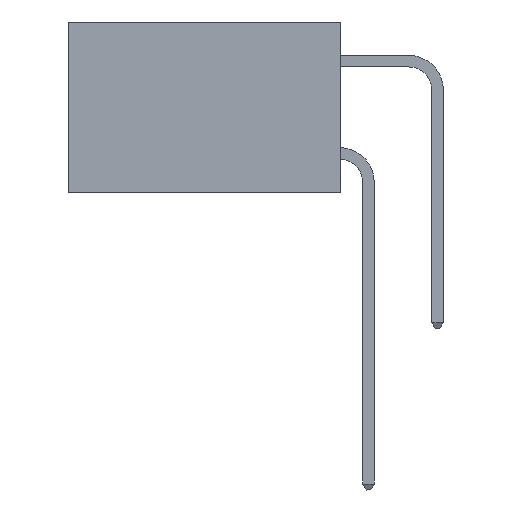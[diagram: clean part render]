
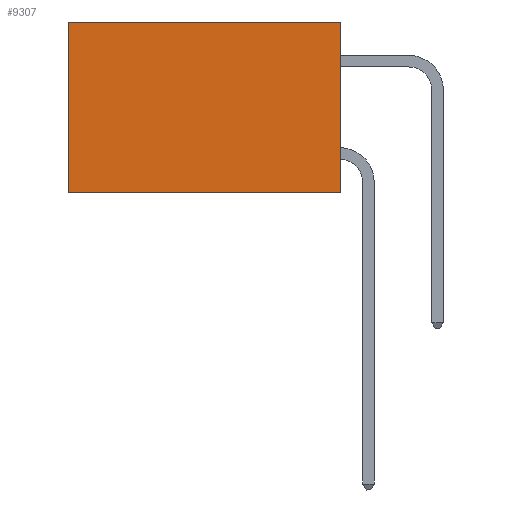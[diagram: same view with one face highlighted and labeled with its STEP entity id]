
A CAD part, left-side view. The second image highlights one B-rep face of the part: STEP entity #9307.
In plain terms, the highlighted planar face has unit normal (-1, 0, 0).
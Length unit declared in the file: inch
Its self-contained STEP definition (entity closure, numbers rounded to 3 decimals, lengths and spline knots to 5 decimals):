
#480 = CARTESIAN_POINT ( 'NONE',  ( 0.277, 0.59, -0.37 ) ) ;
#744 = CARTESIAN_POINT ( 'NONE',  ( 0.277, 0.59, 0. ) ) ;
#782 = CARTESIAN_POINT ( 'NONE',  ( 0.277, 0.59, -0.37 ) ) ;
#861 = VECTOR ( 'NONE', #1882, 39.37008 ) ;
#1143 = CARTESIAN_POINT ( 'NONE',  ( 0.277, 0., -0.37 ) ) ;
#1328 = VERTEX_POINT ( 'NONE', #480 ) ;
#1776 = CARTESIAN_POINT ( 'NONE',  ( 0.277, 0., -0.37 ) ) ;
#1882 = DIRECTION ( 'NONE',  ( 0., 0., -1. ) ) ;
#2055 = EDGE_CURVE ( 'NONE', #10541, #10163, #10744, .T. ) ;
#2073 = ORIENTED_EDGE ( 'NONE', *, *, #10372, .F. ) ;
#2555 = CARTESIAN_POINT ( 'NONE',  ( 0.277, 0., -0.37 ) ) ;
#2735 = ORIENTED_EDGE ( 'NONE', *, *, #2055, .T. ) ;
#2809 = PLANE ( 'NONE',  #9665 ) ;
#3718 = DIRECTION ( 'NONE',  ( 0., 1., 0. ) ) ;
#3882 = LINE ( 'NONE', #9448, #8339 ) ;
#4197 = CARTESIAN_POINT ( 'NONE',  ( 0.277, 0., 0. ) ) ;
#4281 = EDGE_CURVE ( 'NONE', #10163, #1328, #8422, .T. ) ;
#5121 = VERTEX_POINT ( 'NONE', #2555 ) ;
#5197 = VECTOR ( 'NONE', #6042, 39.37008 ) ;
#5769 = EDGE_LOOP ( 'NONE', ( #6259, #2073, #7063, #2735 ) ) ;
#6042 = DIRECTION ( 'NONE',  ( 0., 0., -1. ) ) ;
#6189 = FACE_OUTER_BOUND ( 'NONE', #5769, .T. ) ;
#6259 = ORIENTED_EDGE ( 'NONE', *, *, #4281, .T. ) ;
#7063 = ORIENTED_EDGE ( 'NONE', *, *, #10424, .F. ) ;
#8062 = LINE ( 'NONE', #1143, #5197 ) ;
#8339 = VECTOR ( 'NONE', #10324, 39.37008 ) ;
#8422 = LINE ( 'NONE', #782, #861 ) ;
#8431 = VECTOR ( 'NONE', #3718, 39.37008 ) ;
#8767 = CARTESIAN_POINT ( 'NONE',  ( 0.277, 0., 0. ) ) ;
#9162 = DIRECTION ( 'NONE',  ( 0., 0., -1. ) ) ;
#9307 = ADVANCED_FACE ( 'NONE', ( #6189 ), #2809, .F. ) ;
#9448 = CARTESIAN_POINT ( 'NONE',  ( 0.277, 0., -0.37 ) ) ;
#9665 = AXIS2_PLACEMENT_3D ( 'NONE', #1776, #10002, #9162 ) ;
#10002 = DIRECTION ( 'NONE',  ( 1., 0., 0. ) ) ;
#10163 = VERTEX_POINT ( 'NONE', #744 ) ;
#10324 = DIRECTION ( 'NONE',  ( 0., 1., 0. ) ) ;
#10372 = EDGE_CURVE ( 'NONE', #5121, #1328, #3882, .T. ) ;
#10424 = EDGE_CURVE ( 'NONE', #10541, #5121, #8062, .T. ) ;
#10541 = VERTEX_POINT ( 'NONE', #8767 ) ;
#10744 = LINE ( 'NONE', #4197, #8431 ) ;
